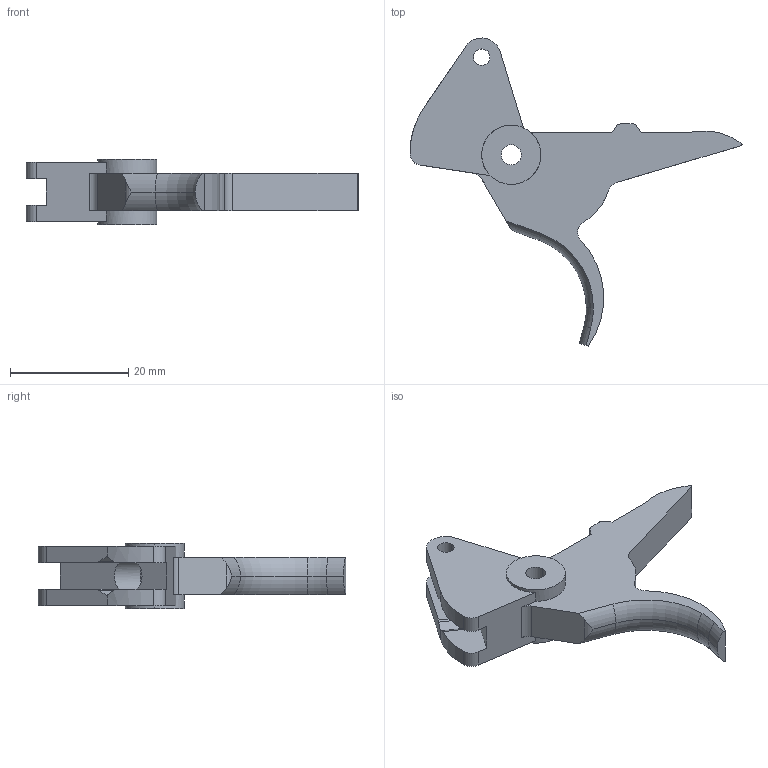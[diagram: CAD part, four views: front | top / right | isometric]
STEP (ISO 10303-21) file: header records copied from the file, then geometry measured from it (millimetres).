
FILE_DESCRIPTION (( 'STEP AP214' ), '1' );
FILE_NAME ('CZS2_trigger.STEP', '2024-03-21T23:25:50', ( '' ), ( '' ), 'SwSTEP 2.0', 'SolidWorks 2022', '' );
FILE_SCHEMA (( 'AUTOMOTIVE_DESIGN' ));
Length unit declared in the file: millimetre
Products named in the file (1): CZS2_trigger
Bounding box: 56.12 x 52.05 x 11 mm (x, y, z)
Volume: 5209.2 mm3; surface area: 3508 mm2
Topology: 1 solids, 1 shells, 67 faces, 192 edges, 127 vertices
Faces by surface type: cylinder 33, plane 30, torus 4
Entity records: 2276 total; most frequent: CARTESIAN_POINT 417, DIRECTION 398, ORIENTED_EDGE 384, EDGE_CURVE 192, AXIS2_PLACEMENT_3D 146, VERTEX_POINT 127, LINE 106, VECTOR 106
